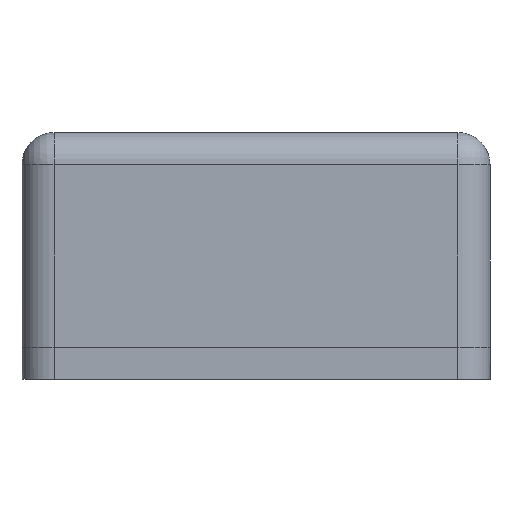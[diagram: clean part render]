
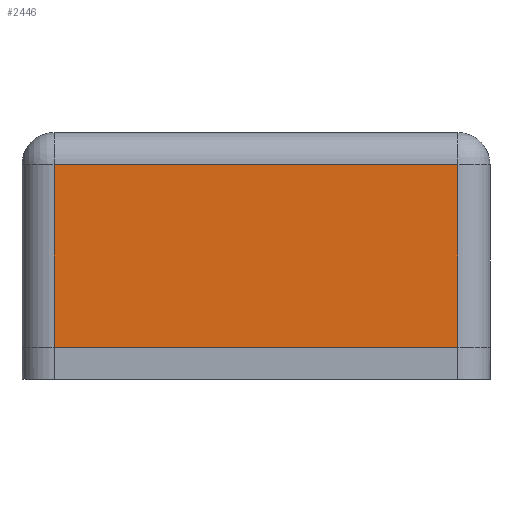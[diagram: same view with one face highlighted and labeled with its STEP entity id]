
A CAD part, left-side view. The second image highlights one B-rep face of the part: STEP entity #2446.
In plain terms, the highlighted planar face has unit normal (-1, 0, 0).
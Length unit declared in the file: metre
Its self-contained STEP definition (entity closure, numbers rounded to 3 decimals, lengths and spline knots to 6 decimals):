
#297=ORIENTED_EDGE('',*,*,#1012,.T.);
#298=ORIENTED_EDGE('',*,*,#1013,.T.);
#299=ORIENTED_EDGE('',*,*,#1014,.T.);
#300=ORIENTED_EDGE('',*,*,#1015,.T.);
#1012=EDGE_CURVE('',#1366,#1367,#1580,.T.);
#1013=EDGE_CURVE('',#1367,#1368,#1581,.T.);
#1014=EDGE_CURVE('',#1368,#1369,#1582,.F.);
#1015=EDGE_CURVE('',#1369,#1366,#1583,.F.);
#1366=VERTEX_POINT('',#3823);
#1367=VERTEX_POINT('',#3824);
#1368=VERTEX_POINT('',#3826);
#1369=VERTEX_POINT('',#3828);
#1580=LINE('',#3822,#1853);
#1581=LINE('',#3825,#1854);
#1582=LINE('',#3827,#1855);
#1583=LINE('',#3829,#1856);
#1853=VECTOR('',#3002,1.);
#1854=VECTOR('',#3003,1.);
#1855=VECTOR('',#3004,1.);
#1856=VECTOR('',#3005,1.);
#2047=EDGE_LOOP('',(#297,#298,#299,#300));
#2208=FACE_BOUND('',#2047,.T.);
#2353=PLANE('',#2624);
#2446=ADVANCED_FACE('',(#2208),#2353,.F.);
#2624=AXIS2_PLACEMENT_3D('',#3821,#3000,#3001);
#3000=DIRECTION('',(1.,0.,0.));
#3001=DIRECTION('',(0.,1.,0.));
#3002=DIRECTION('',(0.,0.,-1.));
#3003=DIRECTION('',(0.,-1.,0.));
#3004=DIRECTION('',(0.,0.,-1.));
#3005=DIRECTION('',(0.,-1.,0.));
#3821=CARTESIAN_POINT('',(-0.014586,-0.001611,0.015));
#3822=CARTESIAN_POINT('',(-0.014586,0.010975,0.015));
#3823=CARTESIAN_POINT('',(-0.014586,0.010975,0.013));
#3824=CARTESIAN_POINT('',(-0.014585,0.010973,0.00161));
#3825=CARTESIAN_POINT('',(-0.014586,-0.001611,0.00161));
#3826=CARTESIAN_POINT('',(-0.014585,-0.014194,0.00161));
#3827=CARTESIAN_POINT('',(-0.014586,-0.014197,0.015));
#3828=CARTESIAN_POINT('',(-0.014586,-0.014197,0.013));
#3829=CARTESIAN_POINT('',(-0.014586,0.012975,0.013));
